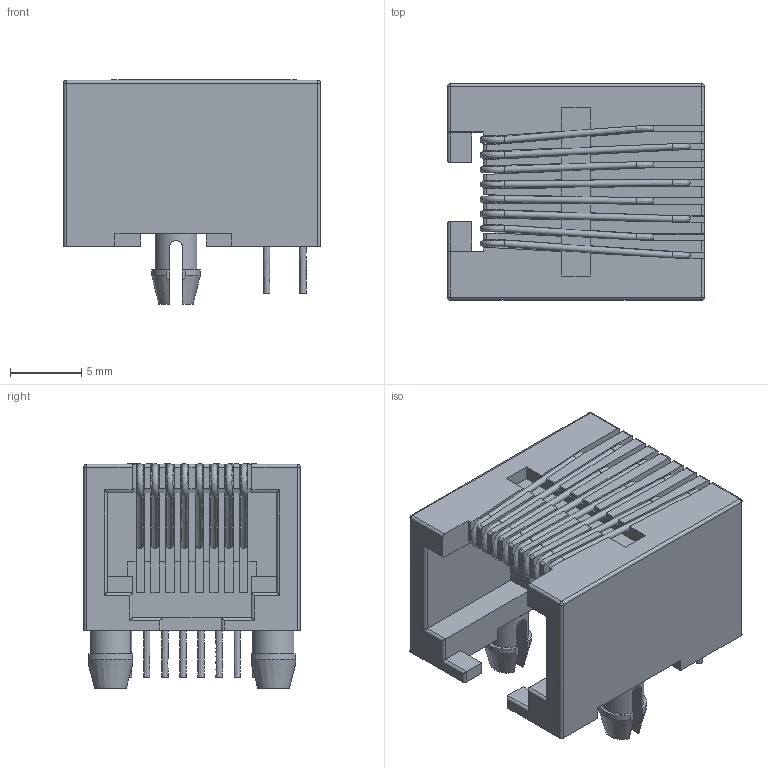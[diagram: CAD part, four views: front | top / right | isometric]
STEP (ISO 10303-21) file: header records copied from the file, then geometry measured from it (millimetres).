
FILE_DESCRIPTION(/* description */ ('Unknown'),/* implementation_level */ '2;1');
FILE_NAME(/* name */ 'J_Wurth_WR-MJ_615008137121',/* time_stamp */ '2025-07-02T15:11:57+08:00',/* author */ ('Unknown'),/* organization */ ('Unknown'),/* preprocessor_version */ 'ST-DEVELOPER v19.4',/* originating_system */ 'Solid Edge',/* authorisation */ 'Unknown');
FILE_SCHEMA (('AUTOMOTIVE_DESIGN {1 0 10303 214 3 1 1}'));
Length unit declared in the file: millimetre
Products named in the file (2): J_Wurth_WR-MJ_615008137121
Assembly tree (1 placements, depth 2):
  J_Wurth_WR-MJ_615008137121
    J_Wurth_WR-MJ_615008137121
Bounding box: 18 x 15.15 x 15.72 mm (x, y, z)
Volume: 1794.9 mm3; surface area: 3179.1 mm2
Topology: 9 solids, 9 shells, 380 faces, 1017 edges, 646 vertices
Faces by surface type: plane 296, cylinder 60, bspline 16, cone 4, sphere 4
Full cylindrical faces by diameter (mm): 0.45 x16, 3 x2
Entity records: 17716 total; most frequent: CARTESIAN_POINT 8408, ORIENTED_EDGE 1930, DIRECTION 1801, EDGE_CURVE 965, LINE 797, VECTOR 797, VERTEX_POINT 632, AXIS2_PLACEMENT_3D 502
